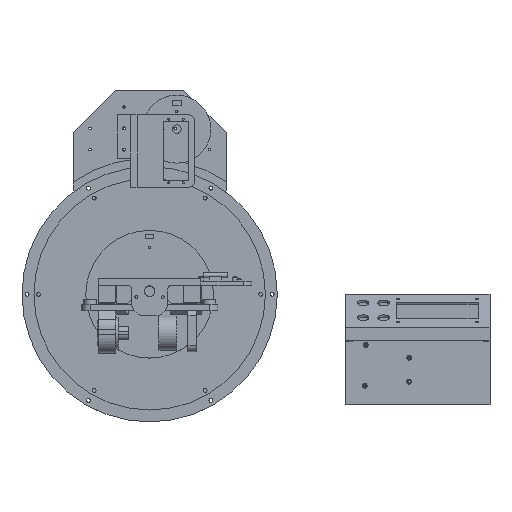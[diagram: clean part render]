
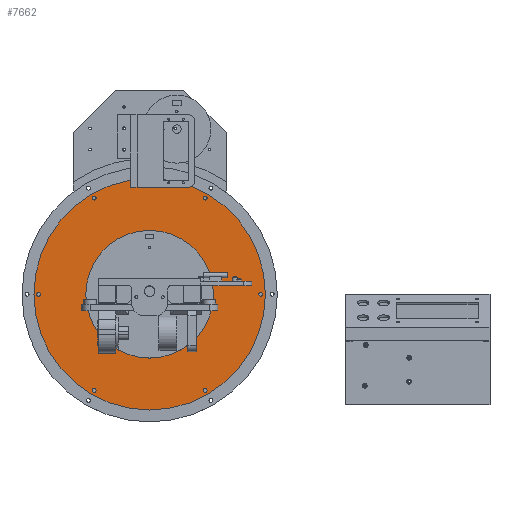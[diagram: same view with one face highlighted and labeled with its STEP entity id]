
A CAD part, top view. The second image highlights one B-rep face of the part: STEP entity #7662.
In plain terms, the highlighted planar face has unit normal (0, 0, 1).
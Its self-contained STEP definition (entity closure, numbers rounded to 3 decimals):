
#138=FACE_BOUND('',#1170,.T.);
#139=FACE_BOUND('',#1171,.T.);
#140=FACE_BOUND('',#1172,.T.);
#141=FACE_BOUND('',#1173,.T.);
#142=FACE_BOUND('',#1174,.T.);
#143=FACE_BOUND('',#1175,.T.);
#144=FACE_BOUND('',#1176,.T.);
#416=PLANE('',#8221);
#693=FACE_OUTER_BOUND('',#1169,.T.);
#1169=EDGE_LOOP('',(#5769));
#1170=EDGE_LOOP('',(#5770));
#1171=EDGE_LOOP('',(#5771));
#1172=EDGE_LOOP('',(#5772));
#1173=EDGE_LOOP('',(#5773));
#1174=EDGE_LOOP('',(#5774));
#1175=EDGE_LOOP('',(#5775));
#1176=EDGE_LOOP('',(#5776));
#3106=CIRCLE('',#8204,2.25);
#3108=CIRCLE('',#8207,2.25);
#3110=CIRCLE('',#8210,2.25);
#3112=CIRCLE('',#8213,2.25);
#3114=CIRCLE('',#8216,2.25);
#3118=CIRCLE('',#8222,136.);
#3119=CIRCLE('',#8223,75.);
#3120=CIRCLE('',#8224,2.25);
#3605=VERTEX_POINT('',#11747);
#3607=VERTEX_POINT('',#11753);
#3609=VERTEX_POINT('',#11759);
#3611=VERTEX_POINT('',#11765);
#3613=VERTEX_POINT('',#11771);
#3617=VERTEX_POINT('',#11782);
#3618=VERTEX_POINT('',#11784);
#3619=VERTEX_POINT('',#11786);
#4406=EDGE_CURVE('',#3605,#3605,#3106,.T.);
#4409=EDGE_CURVE('',#3607,#3607,#3108,.T.);
#4412=EDGE_CURVE('',#3609,#3609,#3110,.T.);
#4415=EDGE_CURVE('',#3611,#3611,#3112,.T.);
#4418=EDGE_CURVE('',#3613,#3613,#3114,.T.);
#4423=EDGE_CURVE('',#3617,#3617,#3118,.T.);
#4424=EDGE_CURVE('',#3618,#3618,#3119,.T.);
#4425=EDGE_CURVE('',#3619,#3619,#3120,.T.);
#5769=ORIENTED_EDGE('',*,*,#4423,.T.);
#5770=ORIENTED_EDGE('',*,*,#4424,.T.);
#5771=ORIENTED_EDGE('',*,*,#4406,.T.);
#5772=ORIENTED_EDGE('',*,*,#4409,.T.);
#5773=ORIENTED_EDGE('',*,*,#4412,.T.);
#5774=ORIENTED_EDGE('',*,*,#4415,.T.);
#5775=ORIENTED_EDGE('',*,*,#4418,.T.);
#5776=ORIENTED_EDGE('',*,*,#4425,.T.);
#7662=ADVANCED_FACE('',(#693,#138,#139,#140,#141,#142,#143,#144),#416,.T.);
#8204=AXIS2_PLACEMENT_3D('',#11748,#9403,#9404);
#8207=AXIS2_PLACEMENT_3D('',#11754,#9410,#9411);
#8210=AXIS2_PLACEMENT_3D('',#11760,#9417,#9418);
#8213=AXIS2_PLACEMENT_3D('',#11766,#9424,#9425);
#8216=AXIS2_PLACEMENT_3D('',#11772,#9431,#9432);
#8221=AXIS2_PLACEMENT_3D('',#11781,#9442,#9443);
#8222=AXIS2_PLACEMENT_3D('',#11783,#9444,#9445);
#8223=AXIS2_PLACEMENT_3D('',#11785,#9446,#9447);
#8224=AXIS2_PLACEMENT_3D('',#11787,#9448,#9449);
#9403=DIRECTION('center_axis',(0.,0.,-1.));
#9404=DIRECTION('ref_axis',(-0.5,0.866,0.));
#9410=DIRECTION('center_axis',(0.,0.,-1.));
#9411=DIRECTION('ref_axis',(0.5,0.866,0.));
#9417=DIRECTION('center_axis',(0.,0.,-1.));
#9418=DIRECTION('ref_axis',(1.,0.,0.));
#9424=DIRECTION('center_axis',(0.,0.,-1.));
#9425=DIRECTION('ref_axis',(0.5,-0.866,0.));
#9431=DIRECTION('center_axis',(0.,0.,-1.));
#9432=DIRECTION('ref_axis',(-0.5,-0.866,0.));
#9442=DIRECTION('center_axis',(0.,0.,1.));
#9443=DIRECTION('ref_axis',(-1.,0.,0.));
#9444=DIRECTION('center_axis',(0.,0.,1.));
#9445=DIRECTION('ref_axis',(-1.,0.,0.));
#9446=DIRECTION('center_axis',(0.,0.,-1.));
#9447=DIRECTION('ref_axis',(1.,0.,0.));
#9448=DIRECTION('center_axis',(0.,0.,-1.));
#9449=DIRECTION('ref_axis',(-1.,0.,0.));
#11747=CARTESIAN_POINT('',(-64.125,111.068,4.));
#11748=CARTESIAN_POINT('Origin',(-65.25,113.016,4.));
#11753=CARTESIAN_POINT('',(64.125,111.068,4.));
#11754=CARTESIAN_POINT('Origin',(65.25,113.016,4.));
#11759=CARTESIAN_POINT('',(128.25,0.,4.));
#11760=CARTESIAN_POINT('Origin',(130.5,0.,4.));
#11765=CARTESIAN_POINT('',(64.125,-111.068,4.));
#11766=CARTESIAN_POINT('Origin',(65.25,-113.016,4.));
#11771=CARTESIAN_POINT('',(-64.125,-111.068,4.));
#11772=CARTESIAN_POINT('Origin',(-65.25,-113.016,4.));
#11781=CARTESIAN_POINT('Origin',(0.,0.,4.));
#11782=CARTESIAN_POINT('',(136.,0.,4.));
#11783=CARTESIAN_POINT('Origin',(0.,0.,4.));
#11784=CARTESIAN_POINT('',(-75.,0.,4.));
#11785=CARTESIAN_POINT('Origin',(0.,0.,4.));
#11786=CARTESIAN_POINT('',(-128.25,0.,4.));
#11787=CARTESIAN_POINT('Origin',(-130.5,0.,4.));
